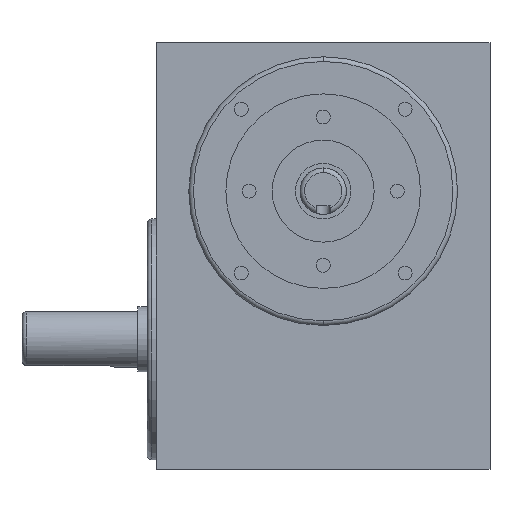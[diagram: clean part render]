
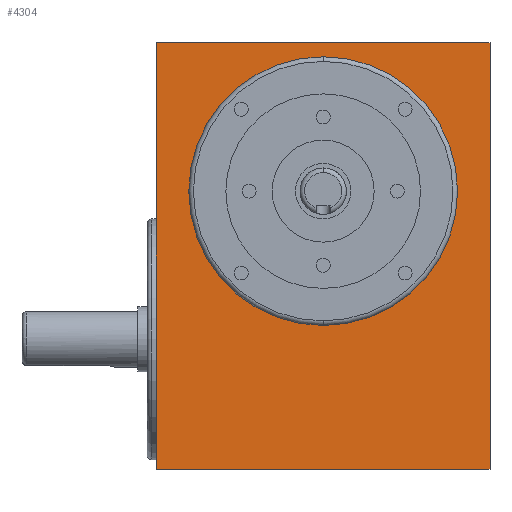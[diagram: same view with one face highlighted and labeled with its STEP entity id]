
A CAD part, left-side view. The second image highlights one B-rep face of the part: STEP entity #4304.
In plain terms, the highlighted planar face has unit normal (-1, 0, 0).
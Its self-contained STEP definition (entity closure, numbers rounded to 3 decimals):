
#133 = CARTESIAN_POINT ( 'NONE',  ( -60., 72., 0. ) ) ;
#268 = AXIS2_PLACEMENT_3D ( 'NONE', #2052, #4239, #892 ) ;
#334 = EDGE_CURVE ( 'NONE', #6211, #601, #441, .T. ) ;
#429 = AXIS2_PLACEMENT_3D ( 'NONE', #942, #5991, #5938 ) ;
#441 = LINE ( 'NONE', #605, #7176 ) ;
#601 = VERTEX_POINT ( 'NONE', #4762 ) ;
#605 = CARTESIAN_POINT ( 'NONE',  ( -60., 72., 0. ) ) ;
#727 = ORIENTED_EDGE ( 'NONE', *, *, #4169, .T. ) ;
#892 = DIRECTION ( 'NONE',  ( 0., 1., 0. ) ) ;
#942 = CARTESIAN_POINT ( 'NONE',  ( -60., 36., -32. ) ) ;
#1045 = FACE_OUTER_BOUND ( 'NONE', #6734, .T. ) ;
#1427 = DIRECTION ( 'NONE',  ( 0., 0., 1. ) ) ;
#1469 = VECTOR ( 'NONE', #3455, 1000. ) ;
#1544 = LINE ( 'NONE', #133, #1469 ) ;
#1608 = EDGE_CURVE ( 'NONE', #5516, #2344, #3691, .T. ) ;
#1626 = CARTESIAN_POINT ( 'NONE',  ( -60., 36., -61. ) ) ;
#1763 = AXIS2_PLACEMENT_3D ( 'NONE', #1898, #1942, #5739 ) ;
#1898 = CARTESIAN_POINT ( 'NONE',  ( -60., 36., -32. ) ) ;
#1942 = DIRECTION ( 'NONE',  ( 1., 0., 0. ) ) ;
#2052 = CARTESIAN_POINT ( 'NONE',  ( -60., 72., 0. ) ) ;
#2286 = EDGE_LOOP ( 'NONE', ( #4806, #6225 ) ) ;
#2344 = VERTEX_POINT ( 'NONE', #1626 ) ;
#2472 = CARTESIAN_POINT ( 'NONE',  ( -60., 72., 0. ) ) ;
#2483 = CARTESIAN_POINT ( 'NONE',  ( -60., 0., 0. ) ) ;
#2652 = PLANE ( 'NONE',  #268 ) ;
#2690 = LINE ( 'NONE', #6916, #6985 ) ;
#2762 = CIRCLE ( 'NONE', #429, 29. ) ;
#2878 = VERTEX_POINT ( 'NONE', #5543 ) ;
#3439 = CARTESIAN_POINT ( 'NONE',  ( -60., 36., -3. ) ) ;
#3455 = DIRECTION ( 'NONE',  ( 0., 0., 1. ) ) ;
#3518 = ORIENTED_EDGE ( 'NONE', *, *, #334, .F. ) ;
#3691 = CIRCLE ( 'NONE', #1763, 29. ) ;
#4102 = FACE_BOUND ( 'NONE', #2286, .T. ) ;
#4169 = EDGE_CURVE ( 'NONE', #2878, #6724, #2690, .T. ) ;
#4220 = EDGE_CURVE ( 'NONE', #6724, #601, #5921, .T. ) ;
#4239 = DIRECTION ( 'NONE',  ( 1., 0., 0. ) ) ;
#4304 = ADVANCED_FACE ( 'NONE', ( #1045, #4102 ), #2652, .F. ) ;
#4463 = VECTOR ( 'NONE', #1427, 1000. ) ;
#4498 = DIRECTION ( 'NONE',  ( 0., -1., 0. ) ) ;
#4762 = CARTESIAN_POINT ( 'NONE',  ( -60., 0., 0. ) ) ;
#4806 = ORIENTED_EDGE ( 'NONE', *, *, #5659, .T. ) ;
#4811 = CARTESIAN_POINT ( 'NONE',  ( -60., 0., -92. ) ) ;
#4847 = ORIENTED_EDGE ( 'NONE', *, *, #6146, .F. ) ;
#5516 = VERTEX_POINT ( 'NONE', #3439 ) ;
#5543 = CARTESIAN_POINT ( 'NONE',  ( -60., 72., -92. ) ) ;
#5659 = EDGE_CURVE ( 'NONE', #2344, #5516, #2762, .T. ) ;
#5739 = DIRECTION ( 'NONE',  ( 0., 0., -1. ) ) ;
#5867 = ORIENTED_EDGE ( 'NONE', *, *, #4220, .T. ) ;
#5883 = DIRECTION ( 'NONE',  ( 0., -1., 0. ) ) ;
#5921 = LINE ( 'NONE', #2483, #4463 ) ;
#5938 = DIRECTION ( 'NONE',  ( 0., 0., -1. ) ) ;
#5991 = DIRECTION ( 'NONE',  ( 1., 0., 0. ) ) ;
#6146 = EDGE_CURVE ( 'NONE', #2878, #6211, #1544, .T. ) ;
#6211 = VERTEX_POINT ( 'NONE', #2472 ) ;
#6225 = ORIENTED_EDGE ( 'NONE', *, *, #1608, .T. ) ;
#6724 = VERTEX_POINT ( 'NONE', #4811 ) ;
#6734 = EDGE_LOOP ( 'NONE', ( #5867, #3518, #4847, #727 ) ) ;
#6916 = CARTESIAN_POINT ( 'NONE',  ( -60., 72., -92. ) ) ;
#6985 = VECTOR ( 'NONE', #5883, 1000. ) ;
#7176 = VECTOR ( 'NONE', #4498, 1000. ) ;
